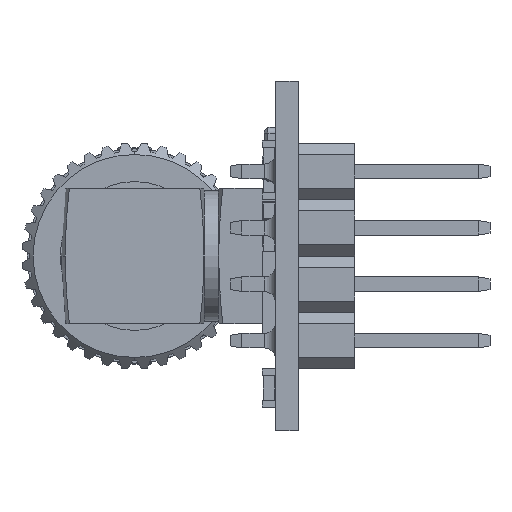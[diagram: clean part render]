
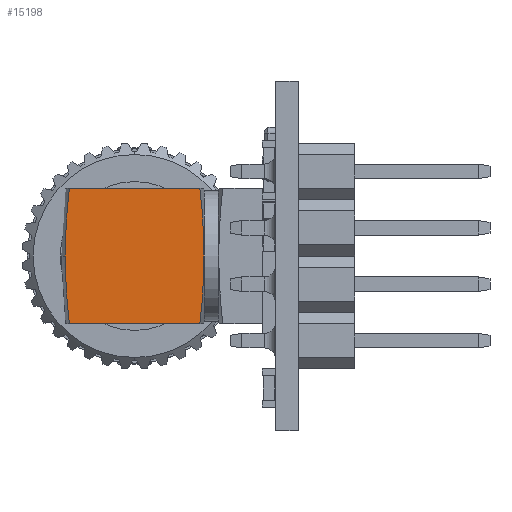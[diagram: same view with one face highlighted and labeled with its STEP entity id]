
A CAD part, left-side view. The second image highlights one B-rep face of the part: STEP entity #15198.
In plain terms, the highlighted planar face has unit normal (-1, 0, 0).
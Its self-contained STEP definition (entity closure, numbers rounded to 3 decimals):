
#9=DIRECTION ( 'NONE',  ( 0., 0., -1. ) );
#33=DIRECTION ( 'NONE',  ( -1., 0., 0. ) );
#98=DIRECTION ( 'NONE',  ( 0., -1., 0. ) );
#565=VECTOR ( 'NONE', #98, 1000. );
#843=CIRCLE ( 'NONE', #4541, 25.071 );
#871=DIRECTION ( 'NONE',  ( 1., 0., 0. ) );
#968=CARTESIAN_POINT ( 'NONE',  ( 33.5, 10.141, 3. ) );
#2020=PLANE ( 'NONE',  #3102 );
#2028=CARTESIAN_POINT ( 'NONE',  ( 33.5, 4.359, -3. ) );
#2881=EDGE_CURVE ( 'NONE', #28102, #28524, #843, .T. );
#3102=AXIS2_PLACEMENT_3D ( 'NONE', #15708, #871, #9 );
#3792=LINE ( 'NONE', #4132, #565 );
#4132=CARTESIAN_POINT ( 'NONE',  ( 33.5, 10.5, -3. ) );
#4541=AXIS2_PLACEMENT_3D ( 'NONE', #14519, #33, #9 );
#4624=ORIENTED_EDGE ( 'NONE', *, *, #16324, .F. );
#6128=VERTEX_POINT ( 'NONE', #29813 );
#6184=VERTEX_POINT ( 'NONE', #968 );
#7403=CARTESIAN_POINT ( 'NONE',  ( 33.5, 10.321, 0. ) );
#8494=EDGE_CURVE ( 'NONE', #16772, #35602, #12387, .T. );
#12387=CIRCLE ( 'NONE', #13941, 25.071 );
#13465=CARTESIAN_POINT ( 'NONE',  ( 33.5, 29.25, 0. ) );
#13941=AXIS2_PLACEMENT_3D ( 'NONE', #13465, #871, #9 );
#13993=ORIENTED_EDGE ( 'NONE', *, *, #34237, .T. );
#14519=CARTESIAN_POINT ( 'NONE',  ( 33.5, -14.75, 0. ) );
#15198=ADVANCED_FACE ( 'NONE', ( #21467 ), #2020, .F. );
#15708=CARTESIAN_POINT ( 'NONE',  ( 33.5, 10.5, 3. ) );
#16324=EDGE_CURVE ( 'NONE', #6128, #16772, #12387, .T. );
#16772=VERTEX_POINT ( 'NONE', #35910 );
#18927=CARTESIAN_POINT ( 'NONE',  ( 33.5, 10.141, -3. ) );
#18969=ORIENTED_EDGE ( 'NONE', *, *, #33786, .F. );
#19863=LINE ( 'NONE', #15708, #565 );
#20364=EDGE_CURVE ( 'NONE', #6184, #28102, #843, .T. );
#21467=FACE_OUTER_BOUND ( 'NONE', #32030, .T. );
#24470=ORIENTED_EDGE ( 'NONE', *, *, #20364, .T. );
#28102=VERTEX_POINT ( 'NONE', #7403 );
#28524=VERTEX_POINT ( 'NONE', #18927 );
#29813=CARTESIAN_POINT ( 'NONE',  ( 33.5, 4.359, 3. ) );
#29904=ORIENTED_EDGE ( 'NONE', *, *, #8494, .F. );
#32030=EDGE_LOOP ( 'NONE', ( #4624, #18969, #24470, #33025, #13993, #29904 ) );
#33025=ORIENTED_EDGE ( 'NONE', *, *, #2881, .T. );
#33786=EDGE_CURVE ( 'NONE', #6184, #6128, #19863, .T. );
#34237=EDGE_CURVE ( 'NONE', #28524, #35602, #3792, .T. );
#35602=VERTEX_POINT ( 'NONE', #2028 );
#35910=CARTESIAN_POINT ( 'NONE',  ( 33.5, 4.179, 0. ) );
